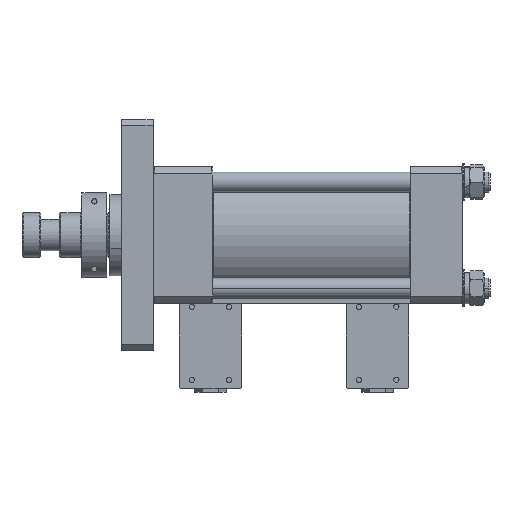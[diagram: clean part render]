
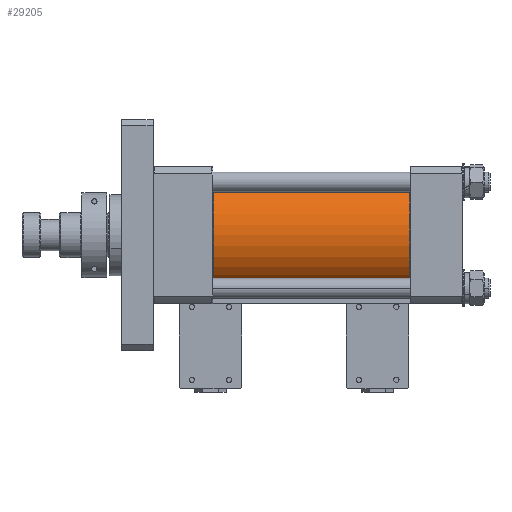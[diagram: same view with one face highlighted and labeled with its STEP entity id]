
A CAD part, front view. The second image highlights one B-rep face of the part: STEP entity #29205.
In plain terms, the highlighted cylindrical face has radius 50 mm (diameter 100 mm), a partial arc.
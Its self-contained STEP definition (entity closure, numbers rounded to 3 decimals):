
#18102 = CARTESIAN_POINT ( 'NONE',  ( -157.5, 0., 50. ) ) ;
#18309 = CARTESIAN_POINT ( 'NONE',  ( -157.5, 0., -50. ) ) ;
#18370 = DIRECTION ( 'NONE',  ( 0., 0., -1. ) ) ;
#18371 = DIRECTION ( 'NONE',  ( 1., 0., 0. ) ) ;
#18372 = CARTESIAN_POINT ( 'NONE',  ( -157.5, 0., 0. ) ) ;
#18373 = AXIS2_PLACEMENT_3D ( 'NONE', #18372, #18371, #18370 ) ;
#18374 = CIRCLE ( 'NONE', #18373, 50. ) ;
#18396 = DIRECTION ( 'NONE',  ( 0., 0., -1. ) ) ;
#18397 = DIRECTION ( 'NONE',  ( 1., 0., 0. ) ) ;
#18398 = CARTESIAN_POINT ( 'NONE',  ( 0., 0., 0. ) ) ;
#18399 = AXIS2_PLACEMENT_3D ( 'NONE', #18398, #18397, #18396 ) ;
#18400 = CYLINDRICAL_SURFACE ( 'NONE', #18399, 50. ) ;
#18401 = FACE_OUTER_BOUND ( 'NONE', #29206, .T. ) ;
#18402 = DIRECTION ( 'NONE',  ( 0., 0., -1. ) ) ;
#18403 = DIRECTION ( 'NONE',  ( 1., 0., 0. ) ) ;
#18404 = CARTESIAN_POINT ( 'NONE',  ( -0.5, 0., 0. ) ) ;
#18405 = AXIS2_PLACEMENT_3D ( 'NONE', #18404, #18403, #18402 ) ;
#18406 = CIRCLE ( 'NONE', #18405, 50. ) ;
#18668 = CARTESIAN_POINT ( 'NONE',  ( -0.5, 0., 50. ) ) ;
#18669 = DIRECTION ( 'NONE',  ( 1., 0., 0. ) ) ;
#18670 = VECTOR ( 'NONE', #18669, 1000. ) ;
#18671 = CARTESIAN_POINT ( 'NONE',  ( 0., 0., 50. ) ) ;
#18672 = LINE ( 'NONE', #18671, #18670 ) ;
#18679 = DIRECTION ( 'NONE',  ( 1., 0., 0. ) ) ;
#18680 = VECTOR ( 'NONE', #18679, 1000. ) ;
#18681 = CARTESIAN_POINT ( 'NONE',  ( 0., 0., -50. ) ) ;
#18682 = LINE ( 'NONE', #18681, #18680 ) ;
#18713 = CARTESIAN_POINT ( 'NONE',  ( -0.5, 0., -50. ) ) ;
#27756 = VERTEX_POINT ( 'NONE', #18102 ) ;
#29144 = VERTEX_POINT ( 'NONE', #18309 ) ;
#29182 = ORIENTED_EDGE ( 'NONE', *, *, #29183, .T. ) ;
#29183 = EDGE_CURVE ( '����3', #27756, #29144, #18374, .T. ) ;
#29184 = ORIENTED_EDGE ( 'NONE', *, *, #29360, .T. ) ;
#29185 = ORIENTED_EDGE ( 'NONE', *, *, #29204, .F. ) ;
#29204 = EDGE_CURVE ( '����2', #29367, #29381, #18406, .T. ) ;
#29205 = ADVANCED_FACE ( '��1', ( #18401 ), #18400, .T. ) ;
#29206 = EDGE_LOOP ( 'NONE', ( #29208, #29182, #29184, #29185 ) ) ;
#29208 = ORIENTED_EDGE ( 'NONE', *, *, #29366, .F. ) ;
#29360 = EDGE_CURVE ( 'NONE', #29144, #29381, #18682, .T. ) ;
#29366 = EDGE_CURVE ( 'NONE', #27756, #29367, #18672, .T. ) ;
#29367 = VERTEX_POINT ( 'NONE', #18668 ) ;
#29381 = VERTEX_POINT ( 'NONE', #18713 ) ;
